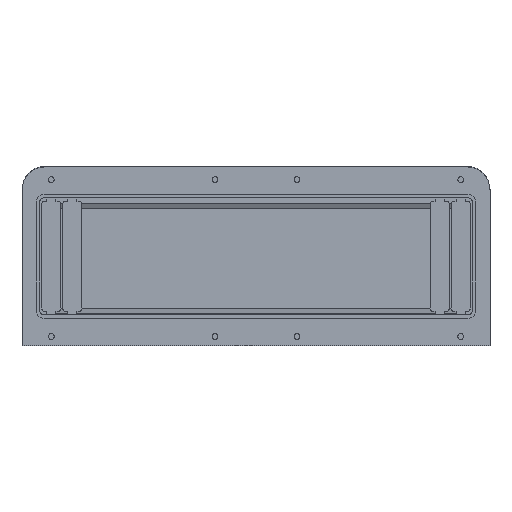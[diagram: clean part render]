
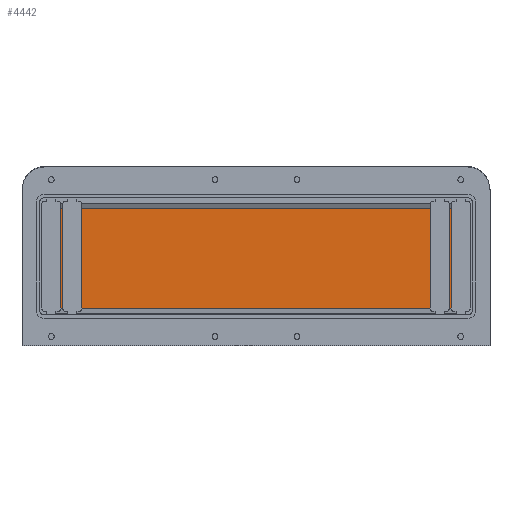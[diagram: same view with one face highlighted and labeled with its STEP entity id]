
A CAD part, front view. The second image highlights one B-rep face of the part: STEP entity #4442.
In plain terms, the highlighted planar face has unit normal (0, -1, 0).
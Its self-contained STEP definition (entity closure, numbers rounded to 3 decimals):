
#20 = DIRECTION ( 'NONE',  ( 0., 0., 1. ) ) ;
#86 = CARTESIAN_POINT ( 'NONE',  ( 86.028, 22.5, 18.578 ) ) ;
#118 = DIRECTION ( 'NONE',  ( 1., 0., 0. ) ) ;
#273 = CARTESIAN_POINT ( 'NONE',  ( -88., 22.5, 18.578 ) ) ;
#293 = ORIENTED_EDGE ( 'NONE', *, *, #5981, .F. ) ;
#348 = VERTEX_POINT ( 'NONE', #2530 ) ;
#398 = DIRECTION ( 'NONE',  ( 0., 1., 0. ) ) ;
#721 = DIRECTION ( 'NONE',  ( 0., 0., 1. ) ) ;
#819 = CARTESIAN_POINT ( 'NONE',  ( 86.028, 22.5, -22.45 ) ) ;
#924 = DIRECTION ( 'NONE',  ( 0., 1., 0. ) ) ;
#925 = EDGE_LOOP ( 'NONE', ( #1503, #5734, #2375, #3859, #2501, #293, #2420, #3704 ) ) ;
#1055 = DIRECTION ( 'NONE',  ( 0., 0., 1. ) ) ;
#1075 = EDGE_CURVE ( 'NONE', #348, #2442, #4155, .T. ) ;
#1092 = DIRECTION ( 'NONE',  ( 0., 1., 0. ) ) ;
#1200 = CARTESIAN_POINT ( 'NONE',  ( -88., 22.5, -20.478 ) ) ;
#1225 = VERTEX_POINT ( 'NONE', #5584 ) ;
#1455 = VECTOR ( 'NONE', #2268, 1000. ) ;
#1487 = DIRECTION ( 'NONE',  ( 0., 1., 0. ) ) ;
#1503 = ORIENTED_EDGE ( 'NONE', *, *, #5153, .F. ) ;
#1519 = PLANE ( 'NONE',  #5186 ) ;
#1524 = EDGE_CURVE ( 'NONE', #2549, #4166, #2314, .T. ) ;
#1819 = CARTESIAN_POINT ( 'NONE',  ( 88., 22.5, 18.578 ) ) ;
#1849 = CARTESIAN_POINT ( 'NONE',  ( 86.028, 22.5, -20.478 ) ) ;
#1898 = AXIS2_PLACEMENT_3D ( 'NONE', #2409, #924, #20 ) ;
#2092 = CARTESIAN_POINT ( 'NONE',  ( -86.028, 22.5, -22.45 ) ) ;
#2154 = CARTESIAN_POINT ( 'NONE',  ( 88., 22.5, 18.578 ) ) ;
#2268 = DIRECTION ( 'NONE',  ( -1., 0., 0. ) ) ;
#2271 = LINE ( 'NONE', #273, #5746 ) ;
#2314 = CIRCLE ( 'NONE', #1898, 1.972 ) ;
#2375 = ORIENTED_EDGE ( 'NONE', *, *, #6179, .F. ) ;
#2409 = CARTESIAN_POINT ( 'NONE',  ( -86.028, 22.5, -20.478 ) ) ;
#2420 = ORIENTED_EDGE ( 'NONE', *, *, #1524, .F. ) ;
#2437 = AXIS2_PLACEMENT_3D ( 'NONE', #86, #1092, #1055 ) ;
#2442 = VERTEX_POINT ( 'NONE', #6314 ) ;
#2443 = EDGE_CURVE ( 'NONE', #2442, #5184, #4885, .T. ) ;
#2501 = ORIENTED_EDGE ( 'NONE', *, *, #1075, .F. ) ;
#2530 = CARTESIAN_POINT ( 'NONE',  ( -88., 22.5, 18.578 ) ) ;
#2536 = CIRCLE ( 'NONE', #2437, 1.972 ) ;
#2549 = VERTEX_POINT ( 'NONE', #2092 ) ;
#2913 = AXIS2_PLACEMENT_3D ( 'NONE', #1849, #398, #4928 ) ;
#2914 = FACE_OUTER_BOUND ( 'NONE', #925, .T. ) ;
#2969 = DIRECTION ( 'NONE',  ( 0., 0., 1. ) ) ;
#3641 = AXIS2_PLACEMENT_3D ( 'NONE', #5914, #5396, #2969 ) ;
#3704 = ORIENTED_EDGE ( 'NONE', *, *, #4249, .F. ) ;
#3859 = ORIENTED_EDGE ( 'NONE', *, *, #2443, .F. ) ;
#3918 = CARTESIAN_POINT ( 'NONE',  ( 86.028, 22.5, -20.478 ) ) ;
#3947 = DIRECTION ( 'NONE',  ( 1., 0., 0. ) ) ;
#4155 = CIRCLE ( 'NONE', #3641, 1.972 ) ;
#4166 = VERTEX_POINT ( 'NONE', #1200 ) ;
#4191 = LINE ( 'NONE', #2154, #5532 ) ;
#4221 = DIRECTION ( 'NONE',  ( 0., 0., -1. ) ) ;
#4249 = EDGE_CURVE ( 'NONE', #5896, #2549, #4854, .T. ) ;
#4387 = VERTEX_POINT ( 'NONE', #1819 ) ;
#4442 = ADVANCED_FACE ( 'NONE', ( #2914 ), #1519, .F. ) ;
#4854 = LINE ( 'NONE', #6218, #1455 ) ;
#4885 = LINE ( 'NONE', #5530, #5203 ) ;
#4928 = DIRECTION ( 'NONE',  ( 0., 0., 1. ) ) ;
#5023 = CARTESIAN_POINT ( 'NONE',  ( 86.028, 22.5, 20.55 ) ) ;
#5153 = EDGE_CURVE ( 'NONE', #1225, #5896, #6332, .T. ) ;
#5184 = VERTEX_POINT ( 'NONE', #5023 ) ;
#5186 = AXIS2_PLACEMENT_3D ( 'NONE', #3918, #1487, #3947 ) ;
#5203 = VECTOR ( 'NONE', #118, 1000. ) ;
#5396 = DIRECTION ( 'NONE',  ( 0., 1., 0. ) ) ;
#5530 = CARTESIAN_POINT ( 'NONE',  ( 86.028, 22.5, 20.55 ) ) ;
#5532 = VECTOR ( 'NONE', #4221, 1000. ) ;
#5584 = CARTESIAN_POINT ( 'NONE',  ( 88., 22.5, -20.478 ) ) ;
#5734 = ORIENTED_EDGE ( 'NONE', *, *, #5842, .F. ) ;
#5746 = VECTOR ( 'NONE', #721, 1000. ) ;
#5842 = EDGE_CURVE ( 'NONE', #4387, #1225, #4191, .T. ) ;
#5896 = VERTEX_POINT ( 'NONE', #819 ) ;
#5914 = CARTESIAN_POINT ( 'NONE',  ( -86.028, 22.5, 18.578 ) ) ;
#5981 = EDGE_CURVE ( 'NONE', #4166, #348, #2271, .T. ) ;
#6179 = EDGE_CURVE ( 'NONE', #5184, #4387, #2536, .T. ) ;
#6218 = CARTESIAN_POINT ( 'NONE',  ( 86.028, 22.5, -22.45 ) ) ;
#6314 = CARTESIAN_POINT ( 'NONE',  ( -86.028, 22.5, 20.55 ) ) ;
#6332 = CIRCLE ( 'NONE', #2913, 1.972 ) ;
